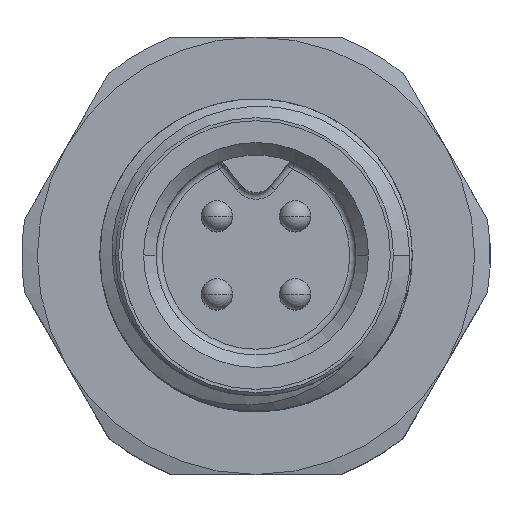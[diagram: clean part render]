
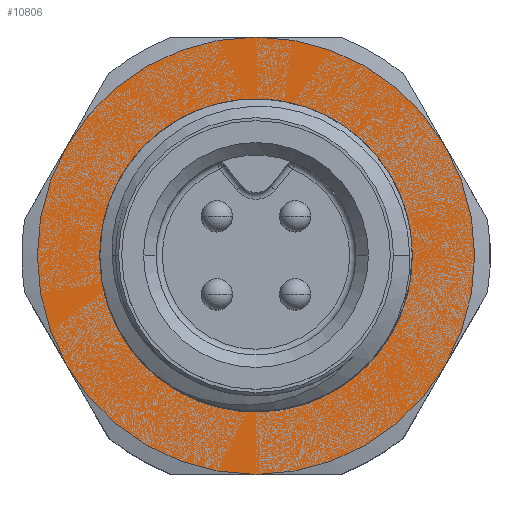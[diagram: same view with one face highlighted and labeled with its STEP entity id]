
A CAD part, top view. The second image highlights one B-rep face of the part: STEP entity #10806.
In plain terms, the highlighted planar face has unit normal (0, 0, 1).
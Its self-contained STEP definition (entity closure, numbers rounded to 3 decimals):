
#10378=CARTESIAN_POINT('',(0.401,2.193,-6.));
#10379=CARTESIAN_POINT('',(0.357,2.204,-6.));
#10380=CARTESIAN_POINT('',(0.269,2.223,-6.));
#10381=CARTESIAN_POINT('',(0.135,2.244,-6.));
#10382=CARTESIAN_POINT('',(0.045,2.252,-6.));
#10383=CARTESIAN_POINT('',(0.,2.255,-6.));
#10385=DIRECTION('',(0.,-1.,0.));
#10386=VECTOR('',#10385,0.025);
#10387=CARTESIAN_POINT('',(0.,2.255,-6.));
#10388=LINE('',#10387,#10386);
#10389=CARTESIAN_POINT('',(0.,0.,-6.));
#10390=DIRECTION('',(0.,0.,1.));
#10391=DIRECTION('',(0.,1.,0.));
#10392=AXIS2_PLACEMENT_3D('',#10389,#10390,#10391);
#10394=CARTESIAN_POINT('',(0.,0.,-6.));
#10395=DIRECTION('',(0.,0.,1.));
#10396=DIRECTION('',(0.,-1.,0.));
#10397=AXIS2_PLACEMENT_3D('',#10394,#10395,#10396);
#10399=CARTESIAN_POINT('',(0.,0.,-6.));
#10400=DIRECTION('',(0.,0.,1.));
#10401=DIRECTION('',(0.,1.,0.));
#10402=AXIS2_PLACEMENT_3D('',#10399,#10400,#10401);
#10404=CARTESIAN_POINT('',(0.,0.,-6.));
#10405=DIRECTION('',(0.,0.,1.));
#10406=DIRECTION('',(0.866,0.5,0.));
#10407=AXIS2_PLACEMENT_3D('',#10404,#10405,#10406);
#10409=CARTESIAN_POINT('',(0.,0.,-6.));
#10410=DIRECTION('',(0.,0.,1.));
#10411=DIRECTION('',(0.866,-0.5,0.));
#10412=AXIS2_PLACEMENT_3D('',#10409,#10410,#10411);
#10414=CARTESIAN_POINT('',(0.,0.,-6.));
#10415=DIRECTION('',(0.,0.,1.));
#10416=DIRECTION('',(0.,-1.,0.));
#10417=AXIS2_PLACEMENT_3D('',#10414,#10415,#10416);
#10419=CARTESIAN_POINT('',(0.,0.,-6.));
#10420=DIRECTION('',(0.,0.,1.));
#10421=DIRECTION('',(-0.866,-0.5,0.));
#10422=AXIS2_PLACEMENT_3D('',#10419,#10420,#10421);
#10424=CARTESIAN_POINT('',(0.,0.,-6.));
#10425=DIRECTION('',(0.,0.,1.));
#10426=DIRECTION('',(-0.866,0.5,0.));
#10427=AXIS2_PLACEMENT_3D('',#10424,#10425,#10426);
#10705=VERTEX_POINT('',#10383);
#10706=VERTEX_POINT('',#10378);
#10707=CARTESIAN_POINT('',(0.,2.23,-6.));
#10708=VERTEX_POINT('',#10707);
#10709=CARTESIAN_POINT('',(0.,3.5,-6.));
#10710=CARTESIAN_POINT('',(-3.031,1.75,-6.));
#10711=VERTEX_POINT('',#10709);
#10712=VERTEX_POINT('',#10710);
#10713=CARTESIAN_POINT('',(-3.031,-1.75,-6.));
#10714=VERTEX_POINT('',#10713);
#10715=CARTESIAN_POINT('',(0.,-3.5,-6.));
#10716=VERTEX_POINT('',#10715);
#10717=CARTESIAN_POINT('',(3.031,-1.75,-6.));
#10718=VERTEX_POINT('',#10717);
#10719=CARTESIAN_POINT('',(3.031,1.75,-6.));
#10720=VERTEX_POINT('',#10719);
#10775=CARTESIAN_POINT('',(0.,-2.23,-6.));
#10776=VERTEX_POINT('',#10775);
#10777=CARTESIAN_POINT('',(0.,0.,-6.));
#10778=DIRECTION('',(0.,0.,1.));
#10779=DIRECTION('',(0.,1.,0.));
#10780=AXIS2_PLACEMENT_3D('',#10777,#10778,#10779);
#10781=PLANE('',#10780);
#10783=ORIENTED_EDGE('',*,*,#10782,.F.);
#10785=ORIENTED_EDGE('',*,*,#10784,.F.);
#10787=ORIENTED_EDGE('',*,*,#10786,.F.);
#10789=ORIENTED_EDGE('',*,*,#10788,.F.);
#10791=ORIENTED_EDGE('',*,*,#10790,.F.);
#10793=ORIENTED_EDGE('',*,*,#10792,.F.);
#10794=EDGE_LOOP('',(#10783,#10785,#10787,#10789,#10791,#10793));
#10795=FACE_OUTER_BOUND('',#10794,.F.);
#10797=ORIENTED_EDGE('',*,*,#10796,.T.);
#10799=ORIENTED_EDGE('',*,*,#10798,.T.);
#10801=ORIENTED_EDGE('',*,*,#10800,.T.);
#10803=ORIENTED_EDGE('',*,*,#10802,.T.);
#10804=EDGE_LOOP('',(#10797,#10799,#10801,#10803));
#10805=FACE_BOUND('',#10804,.F.);
#10384=B_SPLINE_CURVE_WITH_KNOTS('',3,(#10378,#10379,#10380,#10381,#10382,
#10383),.UNSPECIFIED.,.F.,.F.,(4,1,1,4),(0.,0.333,
0.667,1.),.UNSPECIFIED.);
#10393=CIRCLE('',#10392,2.23);
#10398=CIRCLE('',#10397,2.23);
#10403=CIRCLE('',#10402,3.5);
#10408=CIRCLE('',#10407,3.5);
#10413=CIRCLE('',#10412,3.5);
#10418=CIRCLE('',#10417,3.5);
#10423=CIRCLE('',#10422,3.5);
#10428=CIRCLE('',#10427,3.5);
#10782=EDGE_CURVE('',#10711,#10712,#10403,.T.);
#10784=EDGE_CURVE('',#10720,#10711,#10408,.T.);
#10786=EDGE_CURVE('',#10718,#10720,#10413,.T.);
#10788=EDGE_CURVE('',#10716,#10718,#10418,.T.);
#10790=EDGE_CURVE('',#10714,#10716,#10423,.T.);
#10792=EDGE_CURVE('',#10712,#10714,#10428,.T.);
#10796=EDGE_CURVE('',#10706,#10705,#10384,.T.);
#10798=EDGE_CURVE('',#10705,#10708,#10388,.T.);
#10800=EDGE_CURVE('',#10708,#10776,#10393,.T.);
#10802=EDGE_CURVE('',#10776,#10706,#10398,.T.);
#10806=ADVANCED_FACE('',(#10795,#10805),#10781,.T.);
